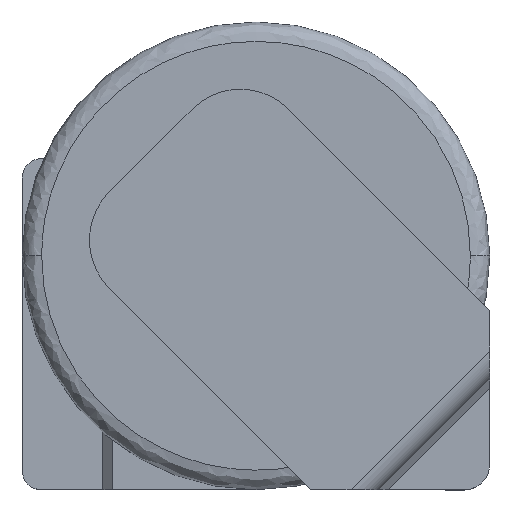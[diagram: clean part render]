
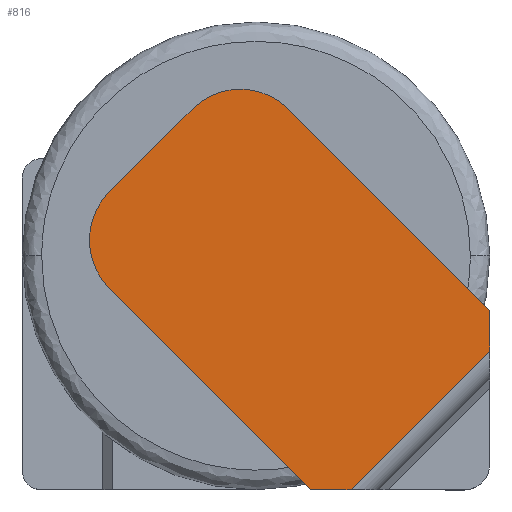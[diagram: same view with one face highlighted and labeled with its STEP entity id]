
A CAD part, top view. The second image highlights one B-rep face of the part: STEP entity #816.
In plain terms, the highlighted planar face has unit normal (0, 0, 1).
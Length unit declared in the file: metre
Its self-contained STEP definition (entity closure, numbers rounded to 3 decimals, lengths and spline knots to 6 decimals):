
#5 = CARTESIAN_POINT ( 'NONE',  ( 0.002398, -0.00148, 0.00131 ) ) ;
#67 = DIRECTION ( 'NONE',  ( 1., 0., 0. ) ) ;
#90 = CARTESIAN_POINT ( 'NONE',  ( 0.002398, -0.00056, 0.00131 ) ) ;
#132 = DIRECTION ( 'NONE',  ( 0.707, 0.707, 0. ) ) ;
#149 = CARTESIAN_POINT ( 'NONE',  ( -0.00101, 0.000162, 0.00131 ) ) ;
#160 = VECTOR ( 'NONE', #2230, 1. ) ;
#161 = CARTESIAN_POINT ( 'NONE',  ( 0.000563, -0.002401, 0.00131 ) ) ;
#169 = DIRECTION ( 'NONE',  ( 0.707, 0.707, 0. ) ) ;
#195 = DIRECTION ( 'NONE',  ( 0., 0., -1. ) ) ;
#198 = EDGE_LOOP ( 'NONE', ( #2249, #1826, #1900, #1000, #1716, #1402, #658, #1508 ) ) ;
#250 = AXIS2_PLACEMENT_3D ( 'NONE', #1424, #195, #1628 ) ;
#374 = FACE_OUTER_BOUND ( 'NONE', #198, .T. ) ;
#398 = DIRECTION ( 'NONE',  ( 0., 0., 1. ) ) ;
#578 = DIRECTION ( 'NONE',  ( 1., 0., 0. ) ) ;
#658 = ORIENTED_EDGE ( 'NONE', *, *, #2369, .F. ) ;
#696 = EDGE_CURVE ( 'NONE', #1306, #1336, #2416, .T. ) ;
#745 = VERTEX_POINT ( 'NONE', #90 ) ;
#750 = CARTESIAN_POINT ( 'NONE',  ( -0.001505, -0.000333, 0.00131 ) ) ;
#796 = DIRECTION ( 'NONE',  ( 0., 0., -1. ) ) ;
#816 = ADVANCED_FACE ( 'NONE', ( #374 ), #1392, .T. ) ;
#823 = CARTESIAN_POINT ( 'NONE',  ( 0.000333, 0.001505, 0.00131 ) ) ;
#846 = EDGE_CURVE ( 'NONE', #745, #1265, #1452, .T. ) ;
#927 = CARTESIAN_POINT ( 'NONE',  ( 0.000975, -0.002401, 0.00131 ) ) ;
#955 = LINE ( 'NONE', #968, #1380 ) ;
#966 = CARTESIAN_POINT ( 'NONE',  ( -0.001505, 0.000656, 0.00131 ) ) ;
#968 = CARTESIAN_POINT ( 'NONE',  ( -0.001081, 0.001081, 0.00131 ) ) ;
#971 = CARTESIAN_POINT ( 'NONE',  ( 0., 0., 0.00131 ) ) ;
#978 = AXIS2_PLACEMENT_3D ( 'NONE', #149, #796, #578 ) ;
#988 = VERTEX_POINT ( 'NONE', #1678 ) ;
#1000 = ORIENTED_EDGE ( 'NONE', *, *, #846, .F. ) ;
#1034 = VECTOR ( 'NONE', #67, 1. ) ;
#1084 = VECTOR ( 'NONE', #1818, 1. ) ;
#1127 = EDGE_CURVE ( 'NONE', #1306, #1322, #1625, .T. ) ;
#1189 = VECTOR ( 'NONE', #1993, 1. ) ;
#1196 = CIRCLE ( 'NONE', #250, 0.0007 ) ;
#1215 = CARTESIAN_POINT ( 'NONE',  ( 0.001118, 0.00072, 0.00131 ) ) ;
#1221 = CARTESIAN_POINT ( 'NONE',  ( -0.000719, -0.00112, 0.00131 ) ) ;
#1265 = VERTEX_POINT ( 'NONE', #1310 ) ;
#1306 = VERTEX_POINT ( 'NONE', #161 ) ;
#1310 = CARTESIAN_POINT ( 'NONE',  ( 0.002398, -0.000978, 0.00131 ) ) ;
#1322 = VERTEX_POINT ( 'NONE', #927 ) ;
#1335 = LINE ( 'NONE', #1940, #2148 ) ;
#1336 = VERTEX_POINT ( 'NONE', #750 ) ;
#1350 = EDGE_CURVE ( 'NONE', #1322, #1265, #1335, .T. ) ;
#1380 = VECTOR ( 'NONE', #169, 1. ) ;
#1392 = PLANE ( 'NONE',  #1595 ) ;
#1402 = ORIENTED_EDGE ( 'NONE', *, *, #1747, .F. ) ;
#1424 = CARTESIAN_POINT ( 'NONE',  ( -0.000162, 0.00101, 0.00131 ) ) ;
#1452 = LINE ( 'NONE', #5, #160 ) ;
#1508 = ORIENTED_EDGE ( 'NONE', *, *, #1688, .F. ) ;
#1595 = AXIS2_PLACEMENT_3D ( 'NONE', #971, #398, #1752 ) ;
#1625 = LINE ( 'NONE', #2420, #1034 ) ;
#1628 = DIRECTION ( 'NONE',  ( 1., 0., 0. ) ) ;
#1678 = CARTESIAN_POINT ( 'NONE',  ( -0.000656, 0.001505, 0.00131 ) ) ;
#1688 = EDGE_CURVE ( 'NONE', #1336, #2043, #1754, .T. ) ;
#1716 = ORIENTED_EDGE ( 'NONE', *, *, #2411, .F. ) ;
#1747 = EDGE_CURVE ( 'NONE', #988, #2414, #1196, .T. ) ;
#1752 = DIRECTION ( 'NONE',  ( 1., 0., 0. ) ) ;
#1754 = CIRCLE ( 'NONE', #978, 0.0007 ) ;
#1818 = DIRECTION ( 'NONE',  ( 0.707, -0.707, 0. ) ) ;
#1826 = ORIENTED_EDGE ( 'NONE', *, *, #1127, .T. ) ;
#1900 = ORIENTED_EDGE ( 'NONE', *, *, #1350, .T. ) ;
#1940 = CARTESIAN_POINT ( 'NONE',  ( 0.000975, -0.002401, 0.00131 ) ) ;
#1993 = DIRECTION ( 'NONE',  ( -0.707, 0.707, 0. ) ) ;
#2043 = VERTEX_POINT ( 'NONE', #966 ) ;
#2148 = VECTOR ( 'NONE', #132, 1. ) ;
#2176 = LINE ( 'NONE', #1215, #1084 ) ;
#2230 = DIRECTION ( 'NONE',  ( 0., -1., 0. ) ) ;
#2249 = ORIENTED_EDGE ( 'NONE', *, *, #696, .F. ) ;
#2369 = EDGE_CURVE ( 'NONE', #2043, #988, #955, .T. ) ;
#2411 = EDGE_CURVE ( 'NONE', #2414, #745, #2176, .T. ) ;
#2414 = VERTEX_POINT ( 'NONE', #823 ) ;
#2416 = LINE ( 'NONE', #1221, #1189 ) ;
#2420 = CARTESIAN_POINT ( 'NONE',  ( 0., -0.002401, 0.00131 ) ) ;
